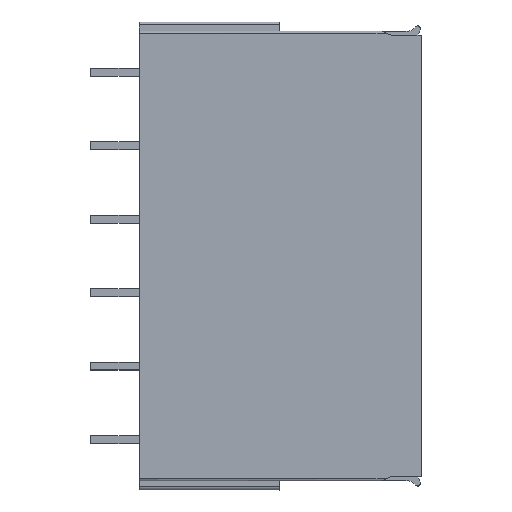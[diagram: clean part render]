
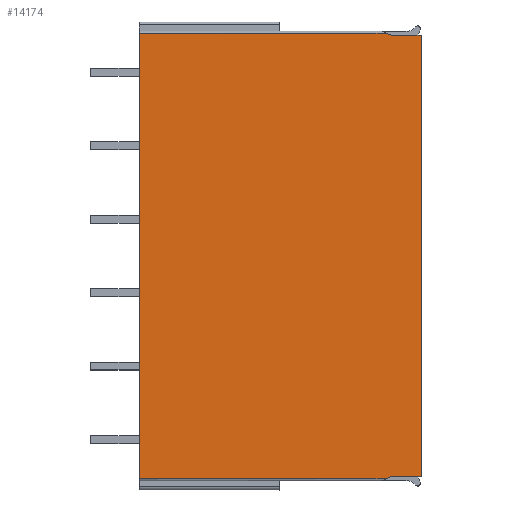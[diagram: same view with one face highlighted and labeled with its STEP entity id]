
A CAD part, top view. The second image highlights one B-rep face of the part: STEP entity #14174.
In plain terms, the highlighted planar face has unit normal (0, 0, 1).
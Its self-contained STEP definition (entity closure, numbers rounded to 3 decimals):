
#1199=DIRECTION('',(0.,1.,0.));
#1200=VECTOR('',#1199,45.72);
#1201=CARTESIAN_POINT('',(14.625,1.4,7.145));
#1202=LINE('',#1201,#1200);
#3736=CARTESIAN_POINT('',(-14.625,47.368,7.143));
#3744=CARTESIAN_POINT('',(-14.625,1.152,7.143));
#4762=DIRECTION('',(-0.907,0.421,-0.004));
#4763=VECTOR('',#4762,0.594);
#4764=CARTESIAN_POINT('',(11.525,47.12,7.145));
#4765=LINE('',#4764,#4763);
#4766=DIRECTION('',(-1.,0.,0.));
#4767=VECTOR('',#4766,3.1);
#4768=CARTESIAN_POINT('',(14.625,47.12,7.145));
#4769=LINE('',#4768,#4767);
#4770=DIRECTION('',(-1.,0.,0.));
#4771=VECTOR('',#4770,3.1);
#4772=CARTESIAN_POINT('',(14.625,1.4,7.145));
#4773=LINE('',#4772,#4771);
#4774=DIRECTION('',(-0.907,-0.421,-0.004));
#4775=VECTOR('',#4774,0.594);
#4776=CARTESIAN_POINT('',(11.525,1.4,7.145));
#4777=LINE('',#4776,#4775);
#4778=DIRECTION('',(1.,0.,0.));
#4779=VECTOR('',#4778,25.611);
#4780=CARTESIAN_POINT('',(-14.625,1.152,7.143));
#4781=LINE('',#4780,#4779);
#4782=DIRECTION('',(0.,1.,0.));
#4783=VECTOR('',#4782,46.216);
#4784=CARTESIAN_POINT('',(-14.625,1.152,7.143));
#4785=LINE('',#4784,#4783);
#4786=DIRECTION('',(-1.,0.,0.));
#4787=VECTOR('',#4786,25.611);
#4788=CARTESIAN_POINT('',(10.986,47.37,7.143));
#4789=LINE('',#4788,#4787);
#6633=CARTESIAN_POINT('',(14.625,1.4,7.145));
#6634=CARTESIAN_POINT('',(11.525,1.4,7.145));
#6635=VERTEX_POINT('',#6633);
#6636=VERTEX_POINT('',#6634);
#6671=VERTEX_POINT('',#3744);
#6680=CARTESIAN_POINT('',(10.986,1.15,7.143));
#6681=VERTEX_POINT('',#6680);
#6847=VERTEX_POINT('',#3736);
#6995=CARTESIAN_POINT('',(11.525,47.12,7.145));
#6997=VERTEX_POINT('',#6995);
#7057=CARTESIAN_POINT('',(10.986,47.37,7.143));
#7058=VERTEX_POINT('',#7057);
#7059=CARTESIAN_POINT('',(14.625,47.12,7.145));
#7060=VERTEX_POINT('',#7059);
#14156=CARTESIAN_POINT('',(-14.625,0.,7.145));
#14157=DIRECTION('',(0.,0.,1.));
#14158=DIRECTION('',(1.,0.,0.));
#14159=AXIS2_PLACEMENT_3D('',#14156,#14157,#14158);
#14160=PLANE('',#14159);
#14161=ORIENTED_EDGE('',*,*,#13090,.F.);
#14162=ORIENTED_EDGE('',*,*,#14151,.F.);
#14163=ORIENTED_EDGE('',*,*,#8478,.F.);
#14165=ORIENTED_EDGE('',*,*,#14164,.T.);
#14167=ORIENTED_EDGE('',*,*,#14166,.T.);
#14169=ORIENTED_EDGE('',*,*,#14168,.F.);
#14170=ORIENTED_EDGE('',*,*,#12859,.T.);
#14171=ORIENTED_EDGE('',*,*,#13073,.F.);
#14172=EDGE_LOOP('',(#14161,#14162,#14163,#14165,#14167,#14169,#14170,#14171));
#14173=FACE_OUTER_BOUND('',#14172,.F.);
#14174=ADVANCED_FACE('',(#14173),#14160,.T.);
#8478=EDGE_CURVE('',#6635,#7060,#1202,.T.);
#12859=EDGE_CURVE('',#6671,#6847,#4785,.T.);
#13073=EDGE_CURVE('',#7058,#6847,#4789,.T.);
#13090=EDGE_CURVE('',#6997,#7058,#4765,.T.);
#14151=EDGE_CURVE('',#7060,#6997,#4769,.T.);
#14164=EDGE_CURVE('',#6635,#6636,#4773,.T.);
#14166=EDGE_CURVE('',#6636,#6681,#4777,.T.);
#14168=EDGE_CURVE('',#6671,#6681,#4781,.T.);
